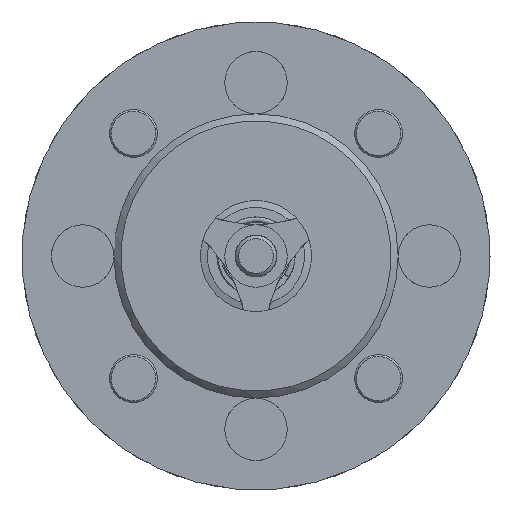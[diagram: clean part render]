
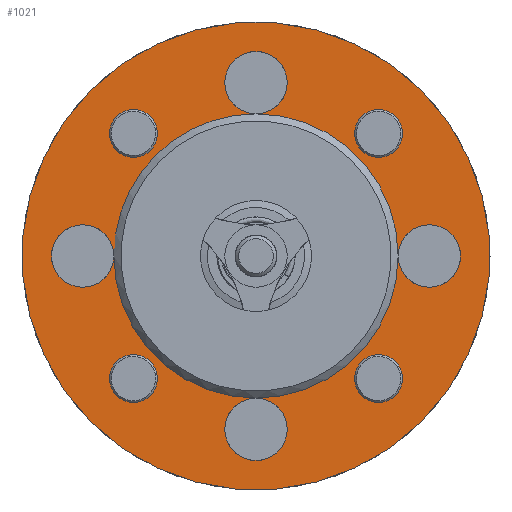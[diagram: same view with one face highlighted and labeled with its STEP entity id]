
A CAD part, left-side view. The second image highlights one B-rep face of the part: STEP entity #1021.
In plain terms, the highlighted planar face has unit normal (-1, 0, 0).
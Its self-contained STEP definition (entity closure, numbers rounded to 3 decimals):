
#756=CARTESIAN_POINT('',(2.,0.,-56.9));
#757=VERTEX_POINT('',#756);
#758=CARTESIAN_POINT('',(2.,0.,-50.0));
#759=DIRECTION('',(1.0,0.0,0.0));
#760=DIRECTION('',(0.0,0.0,1.0));
#761=AXIS2_PLACEMENT_3D('',#758,#759,#760);
#762=CIRCLE('',#761,6.9);
#763=EDGE_CURVE('',#757,#757,#762,.T.);
#796=CARTESIAN_POINT('',(2.,56.9,0.));
#797=VERTEX_POINT('',#796);
#798=CARTESIAN_POINT('',(2.,50.0,0.));
#799=DIRECTION('',(1.0,0.0,0.0));
#800=DIRECTION('',(0.0,-1.0,0.0));
#801=AXIS2_PLACEMENT_3D('',#798,#799,#800);
#802=CIRCLE('',#801,6.9);
#803=EDGE_CURVE('',#797,#797,#802,.T.);
#836=CARTESIAN_POINT('',(2.,-56.9,0.));
#837=VERTEX_POINT('',#836);
#838=CARTESIAN_POINT('',(2.,-50.0,0.));
#839=DIRECTION('',(1.0,0.0,0.0));
#840=DIRECTION('',(0.0,1.0,0.0));
#841=AXIS2_PLACEMENT_3D('',#838,#839,#840);
#842=CIRCLE('',#841,6.9);
#843=EDGE_CURVE('',#837,#837,#842,.T.);
#876=CARTESIAN_POINT('',(2.,0.,56.9));
#877=VERTEX_POINT('',#876);
#878=CARTESIAN_POINT('',(2.,0.,50.0));
#879=DIRECTION('',(1.0,0.0,0.0));
#880=DIRECTION('',(0.0,0.0,-1.0));
#881=AXIS2_PLACEMENT_3D('',#878,#879,#880);
#882=CIRCLE('',#881,6.9);
#883=EDGE_CURVE('',#877,#877,#882,.T.);
#896=CARTESIAN_POINT('',(2.,-28.991,28.991));
#897=VERTEX_POINT('',#896);
#898=CARTESIAN_POINT('',(2.,-35.355,35.355));
#899=DIRECTION('',(1.0,0.0,0.0));
#900=DIRECTION('',(0.0,0.0,-1.0));
#901=AXIS2_PLACEMENT_3D('',#898,#899,#900);
#902=CIRCLE('',#901,9.0);
#903=EDGE_CURVE('',#897,#897,#902,.T.);
#916=CARTESIAN_POINT('',(2.,28.991,28.991));
#917=VERTEX_POINT('',#916);
#918=CARTESIAN_POINT('',(2.,35.355,35.355));
#919=DIRECTION('',(1.0,0.0,0.0));
#920=DIRECTION('',(0.0,-1.0,0.0));
#921=AXIS2_PLACEMENT_3D('',#918,#919,#920);
#922=CIRCLE('',#921,9.0);
#923=EDGE_CURVE('',#917,#917,#922,.T.);
#936=CARTESIAN_POINT('',(2.,-28.991,-28.991));
#937=VERTEX_POINT('',#936);
#938=CARTESIAN_POINT('',(2.,-35.355,-35.355));
#939=DIRECTION('',(1.0,0.0,0.0));
#940=DIRECTION('',(0.0,1.0,0.0));
#941=AXIS2_PLACEMENT_3D('',#938,#939,#940);
#942=CIRCLE('',#941,9.0);
#943=EDGE_CURVE('',#937,#937,#942,.T.);
#951=CARTESIAN_POINT('',(2.,54.25,0.0));
#952=DIRECTION('',(-1.0,0.0,0.0));
#953=DIRECTION('',(0.0,0.0,1.0));
#954=AXIS2_PLACEMENT_3D('',#951,#952,#953);
#955=PLANE('',#954);
#956=CARTESIAN_POINT('',(2.,67.5,0.0));
#957=VERTEX_POINT('',#956);
#958=CARTESIAN_POINT('',(2.,0.0,0.0));
#959=DIRECTION('',(1.0,0.0,0.0));
#960=DIRECTION('',(0.0,1.0,0.0));
#961=AXIS2_PLACEMENT_3D('',#958,#959,#960);
#962=CIRCLE('',#961,67.5);
#963=EDGE_CURVE('',#957,#957,#962,.T.);
#964=ORIENTED_EDGE('',*,*,#963,.F.);
#965=EDGE_LOOP('',(#964));
#966=FACE_OUTER_BOUND('',#965,.T.);
#967=ORIENTED_EDGE('',*,*,#803,.T.);
#968=EDGE_LOOP('',(#967));
#969=FACE_BOUND('',#968,.T.);
#970=ORIENTED_EDGE('',*,*,#763,.T.);
#971=EDGE_LOOP('',(#970));
#972=FACE_BOUND('',#971,.T.);
#973=ORIENTED_EDGE('',*,*,#843,.T.);
#974=EDGE_LOOP('',(#973));
#975=FACE_BOUND('',#974,.T.);
#976=ORIENTED_EDGE('',*,*,#883,.T.);
#977=EDGE_LOOP('',(#976));
#978=FACE_BOUND('',#977,.T.);
#979=CARTESIAN_POINT('',(2.,28.991,-28.991));
#980=VERTEX_POINT('',#979);
#981=CARTESIAN_POINT('',(2.,0.0,0.0));
#982=DIRECTION('',(1.0,0.0,0.0));
#983=DIRECTION('',(0.0,1.0,0.0));
#984=AXIS2_PLACEMENT_3D('',#981,#982,#983);
#985=CIRCLE('',#984,41.);
#986=EDGE_CURVE('',#980,#917,#985,.T.);
#987=ORIENTED_EDGE('',*,*,#986,.T.);
#988=ORIENTED_EDGE('',*,*,#923,.T.);
#989=CARTESIAN_POINT('',(2.,0.0,0.0));
#990=DIRECTION('',(1.0,0.0,0.0));
#991=DIRECTION('',(0.0,1.0,0.0));
#992=AXIS2_PLACEMENT_3D('',#989,#990,#991);
#993=CIRCLE('',#992,41.);
#994=EDGE_CURVE('',#917,#897,#993,.T.);
#995=ORIENTED_EDGE('',*,*,#994,.T.);
#996=ORIENTED_EDGE('',*,*,#903,.T.);
#997=CARTESIAN_POINT('',(2.,0.0,0.0));
#998=DIRECTION('',(1.0,0.0,0.0));
#999=DIRECTION('',(0.0,1.0,0.0));
#1000=AXIS2_PLACEMENT_3D('',#997,#998,#999);
#1001=CIRCLE('',#1000,41.);
#1002=EDGE_CURVE('',#897,#937,#1001,.T.);
#1003=ORIENTED_EDGE('',*,*,#1002,.T.);
#1004=ORIENTED_EDGE('',*,*,#943,.T.);
#1005=CARTESIAN_POINT('',(2.,0.0,0.0));
#1006=DIRECTION('',(1.0,0.0,0.0));
#1007=DIRECTION('',(0.0,1.0,0.0));
#1008=AXIS2_PLACEMENT_3D('',#1005,#1006,#1007);
#1009=CIRCLE('',#1008,41.);
#1010=EDGE_CURVE('',#937,#980,#1009,.T.);
#1011=ORIENTED_EDGE('',*,*,#1010,.T.);
#1012=CARTESIAN_POINT('',(2.,35.355,-35.355));
#1013=DIRECTION('',(1.0,0.0,0.0));
#1014=DIRECTION('',(0.0,0.0,1.0));
#1015=AXIS2_PLACEMENT_3D('',#1012,#1013,#1014);
#1016=CIRCLE('',#1015,9.0);
#1017=EDGE_CURVE('',#980,#980,#1016,.T.);
#1018=ORIENTED_EDGE('',*,*,#1017,.T.);
#1019=EDGE_LOOP('',(#987,#988,#995,#996,#1003,#1004,#1011,#1018));
#1020=FACE_BOUND('',#1019,.T.);
#1021=ADVANCED_FACE('',(#966,#969,#972,#975,#978,#1020),#955,.T.);
